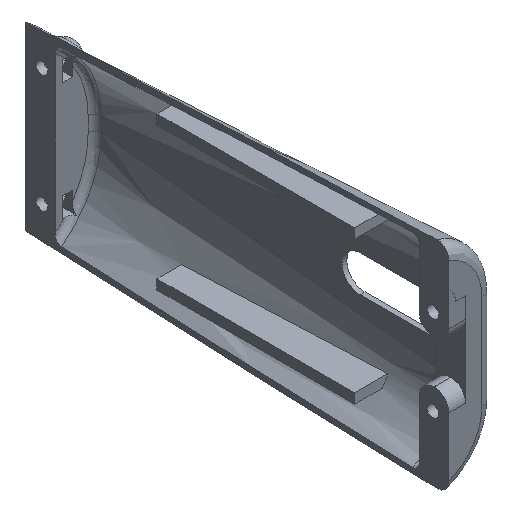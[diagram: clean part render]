
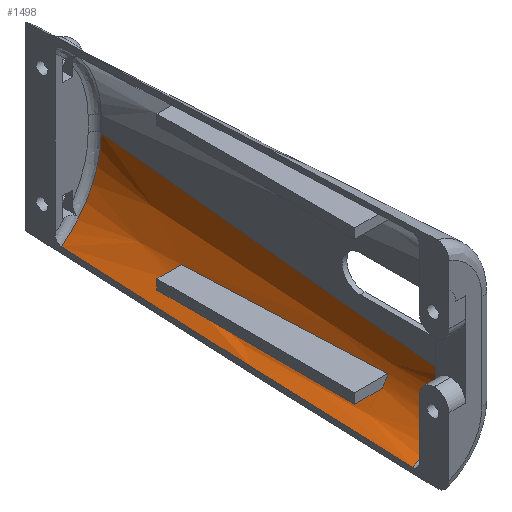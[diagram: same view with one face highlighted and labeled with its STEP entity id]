
A CAD part, isometric view. The second image highlights one B-rep face of the part: STEP entity #1498.
In plain terms, the highlighted conical face has half-angle 6.081 degrees and reference radius 16.904 mm.
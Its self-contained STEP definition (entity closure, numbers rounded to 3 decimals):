
#17=(
BOUNDED_CURVE()
B_SPLINE_CURVE(2,(#2745,#2746,#2747),.UNSPECIFIED.,.F.,.F.)
B_SPLINE_CURVE_WITH_KNOTS((3,3),(110.808,120.802),
 .UNSPECIFIED.)
CURVE()
GEOMETRIC_REPRESENTATION_ITEM()
RATIONAL_B_SPLINE_CURVE((1.,1.,1.))
REPRESENTATION_ITEM('')
);
#18=(
BOUNDED_CURVE()
B_SPLINE_CURVE(2,(#2752,#2753,#2754),.UNSPECIFIED.,.F.,.F.)
B_SPLINE_CURVE_WITH_KNOTS((3,3),(0.02,2.387),
 .UNSPECIFIED.)
CURVE()
GEOMETRIC_REPRESENTATION_ITEM()
RATIONAL_B_SPLINE_CURVE((1.,1.,1.))
REPRESENTATION_ITEM('')
);
#19=(
BOUNDED_CURVE()
B_SPLINE_CURVE(2,(#2757,#2758,#2759),.UNSPECIFIED.,.F.,.F.)
B_SPLINE_CURVE_WITH_KNOTS((3,3),(0.002,2.369),
 .UNSPECIFIED.)
CURVE()
GEOMETRIC_REPRESENTATION_ITEM()
RATIONAL_B_SPLINE_CURVE((1.,1.,1.))
REPRESENTATION_ITEM('')
);
#27=CONICAL_SURFACE('',#1606,16.904,0.106);
#58=FACE_BOUND('',#217,.T.);
#81=ELLIPSE('',#1607,20.587,20.352);
#82=ELLIPSE('',#1608,27.128,26.818);
#96=B_SPLINE_CURVE_WITH_KNOTS('',3,(#2497,#2498,#2499,#2500,#2501,#2502,
#2503),.UNSPECIFIED.,.F.,.F.,(4,3,4),(-0.43,0.135,
0.78),.UNSPECIFIED.);
#104=B_SPLINE_CURVE_WITH_KNOTS('',3,(#2735,#2736,#2737,#2738,#2739,#2740,
#2741),.UNSPECIFIED.,.F.,.F.,(4,3,4),(-0.78,-0.21,
0.146),.UNSPECIFIED.);
#135=FACE_OUTER_BOUND('',#216,.T.);
#216=EDGE_LOOP('',(#1067,#1068,#1069,#1070));
#217=EDGE_LOOP('',(#1071,#1072,#1073,#1074));
#385=LINE('',#2744,#508);
#508=VECTOR('',#1808,140.801);
#638=VERTEX_POINT('',#2420);
#639=VERTEX_POINT('',#2484);
#647=VERTEX_POINT('',#2634);
#653=VERTEX_POINT('',#2722);
#654=VERTEX_POINT('',#2748);
#655=VERTEX_POINT('',#2749);
#656=VERTEX_POINT('',#2751);
#657=VERTEX_POINT('',#2755);
#806=EDGE_CURVE('',#639,#638,#96,.T.);
#821=EDGE_CURVE('',#647,#653,#104,.T.);
#823=EDGE_CURVE('',#638,#647,#385,.T.);
#824=EDGE_CURVE('',#653,#639,#17,.T.);
#825=EDGE_CURVE('',#654,#655,#81,.T.);
#826=EDGE_CURVE('',#656,#654,#18,.T.);
#827=EDGE_CURVE('',#657,#656,#82,.T.);
#828=EDGE_CURVE('',#655,#657,#19,.T.);
#1067=ORIENTED_EDGE('',*,*,#806,.T.);
#1068=ORIENTED_EDGE('',*,*,#823,.T.);
#1069=ORIENTED_EDGE('',*,*,#821,.T.);
#1070=ORIENTED_EDGE('',*,*,#824,.T.);
#1071=ORIENTED_EDGE('',*,*,#825,.F.);
#1072=ORIENTED_EDGE('',*,*,#826,.F.);
#1073=ORIENTED_EDGE('',*,*,#827,.F.);
#1074=ORIENTED_EDGE('',*,*,#828,.F.);
#1498=ADVANCED_FACE('',(#135,#58),#27,.F.);
#1606=AXIS2_PLACEMENT_3D('',#2743,#1806,#1807);
#1607=AXIS2_PLACEMENT_3D('',#2750,#1809,#1810);
#1608=AXIS2_PLACEMENT_3D('',#2756,#1811,#1812);
#1806=DIRECTION('center_axis',(-0.106,0.989,0.106));
#1807=DIRECTION('ref_axis',(-0.011,0.105,-0.994));
#1808=DIRECTION('',(0.,0.994,0.107));
#1809=DIRECTION('center_axis',(0.,-1.,0.));
#1810=DIRECTION('ref_axis',(-0.707,0.,0.707));
#1811=DIRECTION('center_axis',(0.,1.,0.));
#1812=DIRECTION('ref_axis',(-0.707,0.,0.707));
#2420=CARTESIAN_POINT('',(354.667,-147.306,-156.27));
#2484=CARTESIAN_POINT('',(342.667,-147.245,-173.485));
#2497=CARTESIAN_POINT('Ctrl Pts',(342.667,-147.245,-173.485));
#2498=CARTESIAN_POINT('Ctrl Pts',(345.936,-147.221,-172.287));
#2499=CARTESIAN_POINT('Ctrl Pts',(348.844,-147.212,-170.138));
#2500=CARTESIAN_POINT('Ctrl Pts',(350.945,-147.22,-167.367));
#2501=CARTESIAN_POINT('Ctrl Pts',(353.34,-147.229,-164.208));
#2502=CARTESIAN_POINT('Ctrl Pts',(354.667,-147.26,-160.249));
#2503=CARTESIAN_POINT('Ctrl Pts',(354.667,-147.306,-156.27));
#2634=CARTESIAN_POINT('',(354.667,-40.806,-144.859));
#2722=CARTESIAN_POINT('',(342.667,-40.721,-168.763));
#2735=CARTESIAN_POINT('Ctrl Pts',(354.667,-40.806,-144.859));
#2736=CARTESIAN_POINT('Ctrl Pts',(354.667,-40.765,-150.566));
#2737=CARTESIAN_POINT('Ctrl Pts',(352.998,-40.736,-156.248));
#2738=CARTESIAN_POINT('Ctrl Pts',(349.918,-40.724,-161.024));
#2739=CARTESIAN_POINT('Ctrl Pts',(347.991,-40.717,-164.012));
#2740=CARTESIAN_POINT('Ctrl Pts',(345.523,-40.715,-166.646));
#2741=CARTESIAN_POINT('Ctrl Pts',(342.667,-40.721,-168.763));
#2743=CARTESIAN_POINT('Origin',(337.858,-161.587,-157.8));
#2744=CARTESIAN_POINT('',(354.667,-159.806,-157.609));
#2745=CARTESIAN_POINT('Ctrl Pts',(342.667,-40.721,-168.763));
#2746=CARTESIAN_POINT('Ctrl Pts',(342.667,-102.589,-172.046));
#2747=CARTESIAN_POINT('Ctrl Pts',(342.667,-147.245,-173.485));
#2748=CARTESIAN_POINT('',(351.163,-129.611,-165.786));
#2749=CARTESIAN_POINT('',(352.849,-129.611,-162.786));
#2750=CARTESIAN_POINT('Origin',(334.197,-129.611,-154.139));
#2751=CARTESIAN_POINT('',(347.854,-69.611,-165.786));
#2752=CARTESIAN_POINT('Ctrl Pts',(347.854,-69.611,-165.786));
#2753=CARTESIAN_POINT('Ctrl Pts',(349.781,-102.155,-165.786));
#2754=CARTESIAN_POINT('Ctrl Pts',(351.163,-129.611,-165.786));
#2755=CARTESIAN_POINT('',(350.183,-69.611,-162.786));
#2756=CARTESIAN_POINT('Origin',(327.694,-69.611,-147.635));
#2757=CARTESIAN_POINT('Ctrl Pts',(352.849,-129.611,-162.786));
#2758=CARTESIAN_POINT('Ctrl Pts',(351.812,-102.373,-162.786));
#2759=CARTESIAN_POINT('Ctrl Pts',(350.183,-69.611,-162.786));
